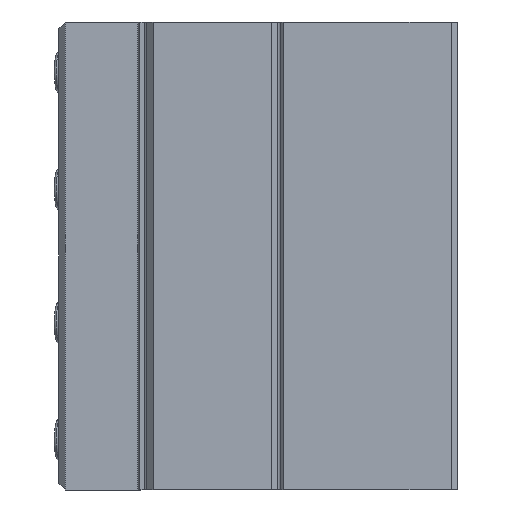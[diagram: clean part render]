
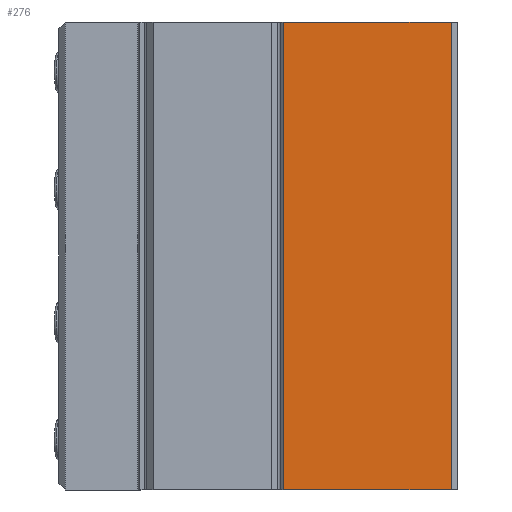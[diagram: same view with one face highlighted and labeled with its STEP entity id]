
A CAD part, left-side view. The second image highlights one B-rep face of the part: STEP entity #276.
In plain terms, the highlighted planar face has unit normal (-1, 0, 0).
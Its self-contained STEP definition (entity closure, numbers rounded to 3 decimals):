
#276=ADVANCED_FACE('',(#458),#385,.F.);
#385=PLANE('',#2055);
#458=FACE_OUTER_BOUND('',#568,.T.);
#568=EDGE_LOOP('',(#775,#776,#777,#778));
#775=ORIENTED_EDGE('',*,*,#1483,.T.);
#776=ORIENTED_EDGE('',*,*,#1484,.T.);
#777=ORIENTED_EDGE('',*,*,#1435,.F.);
#778=ORIENTED_EDGE('',*,*,#1482,.T.);
#1259=VERTEX_POINT('',#2820);
#1260=VERTEX_POINT('',#2822);
#1292=VERTEX_POINT('',#2911);
#1293=VERTEX_POINT('',#2915);
#1435=EDGE_CURVE('',#1259,#1260,#1705,.T.);
#1482=EDGE_CURVE('',#1259,#1292,#1743,.T.);
#1483=EDGE_CURVE('',#1292,#1293,#1744,.T.);
#1484=EDGE_CURVE('',#1293,#1260,#1745,.T.);
#1705=LINE('',#2821,#1876);
#1743=LINE('',#2912,#1914);
#1744=LINE('',#2914,#1915);
#1745=LINE('',#2916,#1916);
#1876=VECTOR('',#2261,1.);
#1914=VECTOR('',#2339,1.);
#1915=VECTOR('',#2342,1.);
#1916=VECTOR('',#2343,1.);
#2055=AXIS2_PLACEMENT_3D('',#2917,#2344,#2345);
#2261=DIRECTION('',(0.,-1.,0.));
#2339=DIRECTION('',(0.,0.,-1.));
#2342=DIRECTION('',(0.,-1.,0.));
#2343=DIRECTION('',(0.,0.,1.));
#2344=DIRECTION('',(1.,0.,0.));
#2345=DIRECTION('',(0.,-1.,0.));
#2820=CARTESIAN_POINT('',(48.85,-1.613,177.8));
#2821=CARTESIAN_POINT('',(48.85,-1.613,177.8));
#2822=CARTESIAN_POINT('',(48.85,-65.423,177.8));
#2911=CARTESIAN_POINT('',(48.85,-1.613,0.));
#2912=CARTESIAN_POINT('',(48.85,-1.613,195.58));
#2914=CARTESIAN_POINT('',(48.85,-1.613,0.));
#2915=CARTESIAN_POINT('',(48.85,-65.423,0.));
#2916=CARTESIAN_POINT('',(48.85,-65.423,195.58));
#2917=CARTESIAN_POINT('',(48.85,-1.613,195.58));
